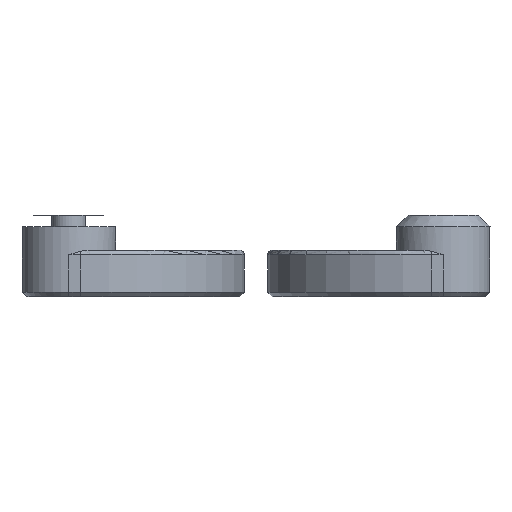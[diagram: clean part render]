
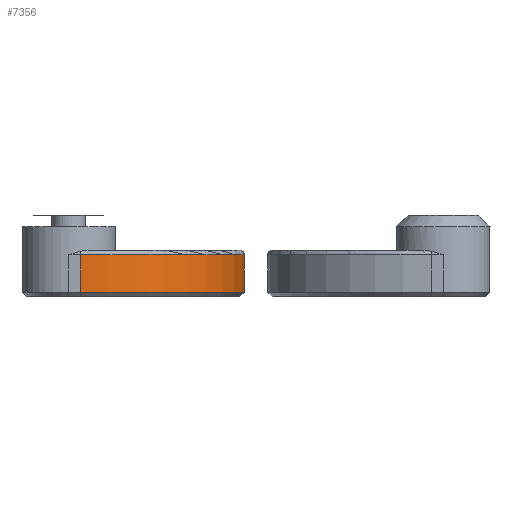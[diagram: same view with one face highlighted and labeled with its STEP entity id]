
A CAD part, front view. The second image highlights one B-rep face of the part: STEP entity #7356.
In plain terms, the highlighted cylindrical face has radius 14 mm (diameter 28 mm), a partial arc.
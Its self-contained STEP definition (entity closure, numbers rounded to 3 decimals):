
#36=CYLINDRICAL_SURFACE('',#7735,14.);
#133=CIRCLE('',#7724,14.);
#138=CIRCLE('',#7736,14.);
#1018=FACE_OUTER_BOUND('',#1460,.T.);
#1460=EDGE_LOOP('',(#5701,#5702,#5703,#5704));
#2005=LINE('',#11919,#2607);
#2007=LINE('',#11923,#2609);
#2607=VECTOR('',#8468,10.);
#2609=VECTOR('',#8472,10.);
#3268=VERTEX_POINT('',#11887);
#3270=VERTEX_POINT('',#11890);
#3277=VERTEX_POINT('',#11918);
#3278=VERTEX_POINT('',#11922);
#4134=EDGE_CURVE('',#3268,#3270,#133,.T.);
#4149=EDGE_CURVE('',#3277,#3270,#2005,.T.);
#4151=EDGE_CURVE('',#3268,#3278,#2007,.T.);
#4152=EDGE_CURVE('',#3277,#3278,#138,.T.);
#5701=ORIENTED_EDGE('',*,*,#4134,.F.);
#5702=ORIENTED_EDGE('',*,*,#4151,.T.);
#5703=ORIENTED_EDGE('',*,*,#4152,.F.);
#5704=ORIENTED_EDGE('',*,*,#4149,.T.);
#7356=ADVANCED_FACE('',(#1018),#36,.T.);
#7724=AXIS2_PLACEMENT_3D('',#11891,#8436,#8437);
#7735=AXIS2_PLACEMENT_3D('',#11921,#8470,#8471);
#7736=AXIS2_PLACEMENT_3D('',#11924,#8473,#8474);
#8436=DIRECTION('center_axis',(0.,0.,
-1.));
#8437=DIRECTION('ref_axis',(0.707,-0.707,0.));
#8468=DIRECTION('',(0.,0.,-1.));
#8470=DIRECTION('center_axis',(0.,0.,
-1.));
#8471=DIRECTION('ref_axis',(0.707,-0.707,0.));
#8472=DIRECTION('',(0.,0.,1.));
#8473=DIRECTION('center_axis',(0.,0.,
1.));
#8474=DIRECTION('ref_axis',(0.707,-0.707,0.));
#11887=CARTESIAN_POINT('',(-99.352,-50.895,-235.056));
#11890=CARTESIAN_POINT('',(-113.352,-64.895,-235.056));
#11891=CARTESIAN_POINT('Origin',(-113.352,-50.895,-235.056));
#11918=CARTESIAN_POINT('',(-113.352,-64.895,-231.856));
#11919=CARTESIAN_POINT('',(-113.352,-64.895,-233.456));
#11921=CARTESIAN_POINT('Origin',(-113.352,-50.895,-233.456));
#11922=CARTESIAN_POINT('',(-99.352,-50.895,-231.856));
#11923=CARTESIAN_POINT('',(-99.352,-50.895,-233.456));
#11924=CARTESIAN_POINT('Origin',(-113.352,-50.895,-231.856));
